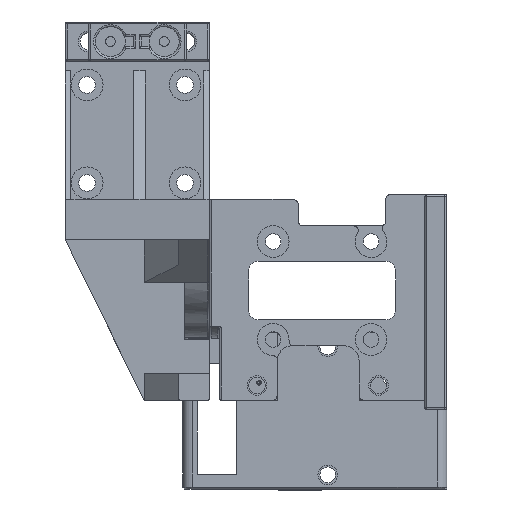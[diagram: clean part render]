
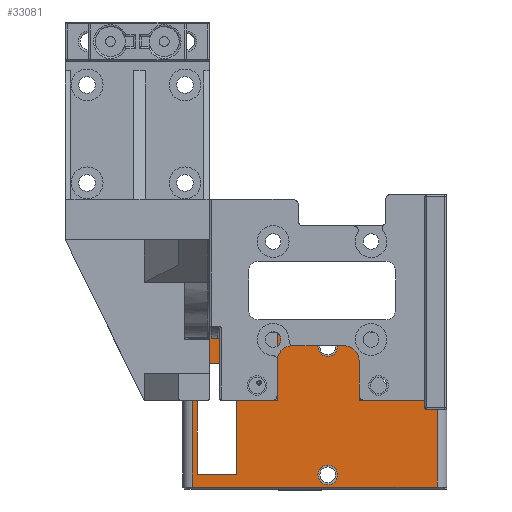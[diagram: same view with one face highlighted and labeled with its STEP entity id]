
A CAD part, front view. The second image highlights one B-rep face of the part: STEP entity #33081.
In plain terms, the highlighted planar face has unit normal (0, -1, 0).
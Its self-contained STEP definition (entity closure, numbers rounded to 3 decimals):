
#1215=FACE_BOUND('',#5288,.T.);
#1216=FACE_BOUND('',#5289,.T.);
#1217=FACE_BOUND('',#5290,.T.);
#1522=CIRCLE('',#35186,2.);
#1523=CIRCLE('',#35187,2.);
#3292=FACE_OUTER_BOUND('',#5287,.T.);
#5287=EDGE_LOOP('',(#28787,#28788,#28789,#28790,#28791,#28792,#28793,#28794));
#5288=EDGE_LOOP('',(#28795,#28796,#28797,#28798,#28799,#28800,#28801,#28802));
#5289=EDGE_LOOP('',(#28803));
#5290=EDGE_LOOP('',(#28804));
#9076=LINE('',#54662,#12917);
#9080=LINE('',#54673,#12921);
#9116=LINE('',#54780,#12957);
#9123=LINE('',#54803,#12964);
#9124=LINE('',#54806,#12965);
#9125=LINE('',#54808,#12966);
#9126=LINE('',#54810,#12967);
#9127=LINE('',#54811,#12968);
#9128=LINE('',#54814,#12969);
#9129=LINE('',#54816,#12970);
#9130=LINE('',#54818,#12971);
#9131=LINE('',#54820,#12972);
#9132=LINE('',#54822,#12973);
#9133=LINE('',#54824,#12974);
#9134=LINE('',#54826,#12975);
#9135=LINE('',#54827,#12976);
#12917=VECTOR('',#42520,10.);
#12921=VECTOR('',#42530,10.);
#12957=VECTOR('',#42622,10.);
#12964=VECTOR('',#42657,10.);
#12965=VECTOR('',#42660,10.);
#12966=VECTOR('',#42661,10.);
#12967=VECTOR('',#42662,10.);
#12968=VECTOR('',#42663,10.);
#12969=VECTOR('',#42664,10.);
#12970=VECTOR('',#42665,10.);
#12971=VECTOR('',#42666,10.);
#12972=VECTOR('',#42667,10.);
#12973=VECTOR('',#42668,10.);
#12974=VECTOR('',#42669,10.);
#12975=VECTOR('',#42670,10.);
#12976=VECTOR('',#42671,10.);
#15863=VERTEX_POINT('',#54643);
#15865=VERTEX_POINT('',#54658);
#15869=VERTEX_POINT('',#54672);
#15911=VERTEX_POINT('',#54774);
#15912=VERTEX_POINT('',#54778);
#15915=VERTEX_POINT('',#54805);
#15916=VERTEX_POINT('',#54807);
#15917=VERTEX_POINT('',#54809);
#15918=VERTEX_POINT('',#54812);
#15919=VERTEX_POINT('',#54813);
#15920=VERTEX_POINT('',#54815);
#15921=VERTEX_POINT('',#54817);
#15922=VERTEX_POINT('',#54819);
#15923=VERTEX_POINT('',#54821);
#15924=VERTEX_POINT('',#54823);
#15925=VERTEX_POINT('',#54825);
#15926=VERTEX_POINT('',#54828);
#15927=VERTEX_POINT('',#54830);
#20194=EDGE_CURVE('',#15865,#15863,#9076,.T.);
#20199=EDGE_CURVE('',#15869,#15863,#9080,.T.);
#20255=EDGE_CURVE('',#15912,#15911,#9116,.T.);
#20267=EDGE_CURVE('',#15911,#15865,#9123,.T.);
#20268=EDGE_CURVE('',#15915,#15912,#9124,.T.);
#20269=EDGE_CURVE('',#15916,#15915,#9125,.T.);
#20270=EDGE_CURVE('',#15917,#15916,#9126,.T.);
#20271=EDGE_CURVE('',#15869,#15917,#9127,.T.);
#20272=EDGE_CURVE('',#15918,#15919,#9128,.T.);
#20273=EDGE_CURVE('',#15919,#15920,#9129,.T.);
#20274=EDGE_CURVE('',#15920,#15921,#9130,.T.);
#20275=EDGE_CURVE('',#15921,#15922,#9131,.T.);
#20276=EDGE_CURVE('',#15922,#15923,#9132,.T.);
#20277=EDGE_CURVE('',#15923,#15924,#9133,.T.);
#20278=EDGE_CURVE('',#15924,#15925,#9134,.T.);
#20279=EDGE_CURVE('',#15925,#15918,#9135,.T.);
#20280=EDGE_CURVE('',#15926,#15926,#1522,.T.);
#20281=EDGE_CURVE('',#15927,#15927,#1523,.T.);
#28787=ORIENTED_EDGE('',*,*,#20194,.F.);
#28788=ORIENTED_EDGE('',*,*,#20267,.F.);
#28789=ORIENTED_EDGE('',*,*,#20255,.F.);
#28790=ORIENTED_EDGE('',*,*,#20268,.F.);
#28791=ORIENTED_EDGE('',*,*,#20269,.F.);
#28792=ORIENTED_EDGE('',*,*,#20270,.F.);
#28793=ORIENTED_EDGE('',*,*,#20271,.F.);
#28794=ORIENTED_EDGE('',*,*,#20199,.T.);
#28795=ORIENTED_EDGE('',*,*,#20272,.T.);
#28796=ORIENTED_EDGE('',*,*,#20273,.T.);
#28797=ORIENTED_EDGE('',*,*,#20274,.T.);
#28798=ORIENTED_EDGE('',*,*,#20275,.T.);
#28799=ORIENTED_EDGE('',*,*,#20276,.T.);
#28800=ORIENTED_EDGE('',*,*,#20277,.T.);
#28801=ORIENTED_EDGE('',*,*,#20278,.T.);
#28802=ORIENTED_EDGE('',*,*,#20279,.T.);
#28803=ORIENTED_EDGE('',*,*,#20280,.T.);
#28804=ORIENTED_EDGE('',*,*,#20281,.T.);
#31480=PLANE('',#35185);
#33081=ADVANCED_FACE('',(#3292,#1215,#1216,#1217),#31480,.T.);
#35185=AXIS2_PLACEMENT_3D('',#54804,#42658,#42659);
#35186=AXIS2_PLACEMENT_3D('',#54829,#42672,#42673);
#35187=AXIS2_PLACEMENT_3D('',#54831,#42674,#42675);
#42520=DIRECTION('',(1.,0.,0.));
#42530=DIRECTION('',(0.,0.,1.));
#42622=DIRECTION('',(-1.,0.,0.));
#42657=DIRECTION('',(0.,0.,1.));
#42658=DIRECTION('center_axis',(0.,-1.,0.));
#42659=DIRECTION('ref_axis',(0.,0.,-1.));
#42660=DIRECTION('',(0.,0.,-1.));
#42661=DIRECTION('',(1.,0.,0.));
#42662=DIRECTION('',(0.,0.,-1.));
#42663=DIRECTION('',(-1.,0.,0.));
#42664=DIRECTION('',(1.,0.,0.));
#42665=DIRECTION('',(0.,0.,-1.));
#42666=DIRECTION('',(-1.,0.,0.));
#42667=DIRECTION('',(0.,0.,-1.));
#42668=DIRECTION('',(-1.,0.,0.));
#42669=DIRECTION('',(0.,0.,1.));
#42670=DIRECTION('',(1.,0.,0.));
#42671=DIRECTION('',(0.,0.,-1.));
#42672=DIRECTION('center_axis',(0.,1.,0.));
#42673=DIRECTION('ref_axis',(0.,0.,1.));
#42674=DIRECTION('center_axis',(0.,1.,0.));
#42675=DIRECTION('ref_axis',(0.,0.,1.));
#54643=CARTESIAN_POINT('',(63.471,36.854,-90.944));
#54658=CARTESIAN_POINT('',(11.471,36.854,-90.944));
#54662=CARTESIAN_POINT('',(49.971,36.854,-90.944));
#54672=CARTESIAN_POINT('',(63.471,36.854,-98.4));
#54673=CARTESIAN_POINT('',(63.471,36.854,-90.544));
#54774=CARTESIAN_POINT('',(11.471,36.854,-122.144));
#54778=CARTESIAN_POINT('',(61.471,36.854,-122.144));
#54780=CARTESIAN_POINT('',(22.971,36.854,-122.144));
#54803=CARTESIAN_POINT('',(11.471,36.854,-98.544));
#54804=CARTESIAN_POINT('Origin',(36.471,36.854,-106.544));
#54805=CARTESIAN_POINT('',(61.471,36.854,-104.391));
#54806=CARTESIAN_POINT('',(61.471,36.854,-105.468));
#54807=CARTESIAN_POINT('',(45.521,36.854,-104.391));
#54808=CARTESIAN_POINT('',(40.996,36.854,-104.391));
#54809=CARTESIAN_POINT('',(45.521,36.854,-98.4));
#54810=CARTESIAN_POINT('',(45.521,36.854,-102.472));
#54811=CARTESIAN_POINT('',(49.971,36.854,-98.4));
#54812=CARTESIAN_POINT('',(20.471,36.854,-98.4));
#54813=CARTESIAN_POINT('',(28.821,36.854,-98.4));
#54814=CARTESIAN_POINT('',(32.646,36.854,-98.4));
#54815=CARTESIAN_POINT('',(28.821,36.854,-104.391));
#54816=CARTESIAN_POINT('',(28.821,36.854,-105.468));
#54817=CARTESIAN_POINT('',(20.471,36.854,-104.391));
#54818=CARTESIAN_POINT('',(28.471,36.854,-104.391));
#54819=CARTESIAN_POINT('',(20.471,36.854,-119.544));
#54820=CARTESIAN_POINT('',(20.471,36.854,-119.544));
#54821=CARTESIAN_POINT('',(12.471,36.854,-119.544));
#54822=CARTESIAN_POINT('',(12.471,36.854,-119.544));
#54823=CARTESIAN_POINT('',(12.471,36.854,-96.894));
#54824=CARTESIAN_POINT('',(12.471,36.854,-96.894));
#54825=CARTESIAN_POINT('',(20.471,36.854,-96.894));
#54826=CARTESIAN_POINT('',(20.471,36.854,-96.894));
#54827=CARTESIAN_POINT('',(20.471,36.854,-119.544));
#54828=CARTESIAN_POINT('',(37.121,36.854,-93.444));
#54829=CARTESIAN_POINT('Origin',(39.121,36.854,-93.444));
#54830=CARTESIAN_POINT('',(37.121,36.854,-119.644));
#54831=CARTESIAN_POINT('Origin',(39.121,36.854,-119.644));
